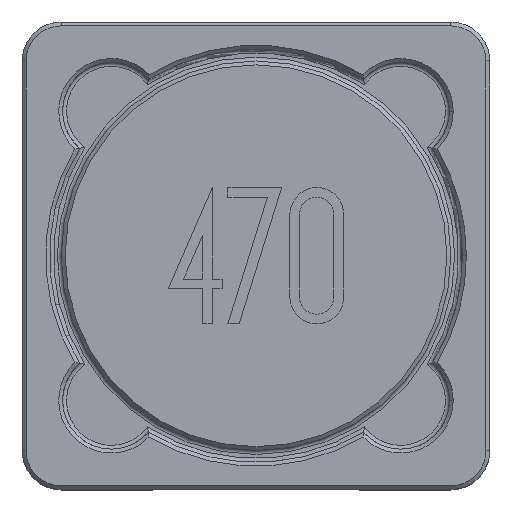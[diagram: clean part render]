
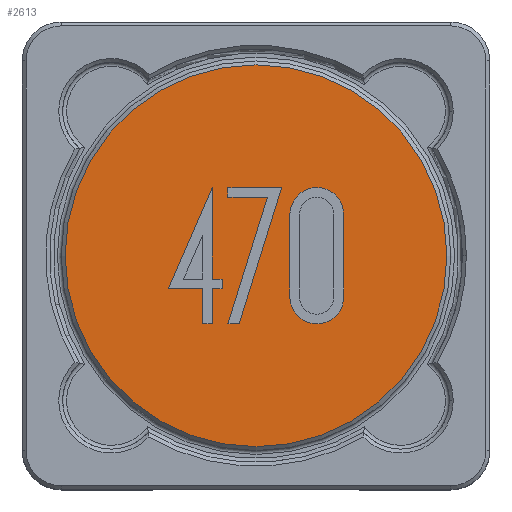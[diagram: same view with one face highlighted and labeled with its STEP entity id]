
A CAD part, top view. The second image highlights one B-rep face of the part: STEP entity #2613.
In plain terms, the highlighted planar face has unit normal (0, 0, 1).
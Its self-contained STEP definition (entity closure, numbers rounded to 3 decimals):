
#2593 = VERTEX_POINT('',#2594);
#2594 = CARTESIAN_POINT('',(4.9,0.,7.41));
#2602 = EDGE_CURVE('',#2593,#2593,#2603,.T.);
#2603 = CIRCLE('',#2604,4.9);
#2604 = AXIS2_PLACEMENT_3D('',#2605,#2606,#2607);
#2605 = CARTESIAN_POINT('',(0.,0.,7.41));
#2606 = DIRECTION('',(0.,0.,1.));
#2607 = DIRECTION('',(1.,0.,0.));
#2613 = ADVANCED_FACE('',(#2614,#2617,#2667,#2741),#2777,.T.);
#2614 = FACE_BOUND('',#2615,.T.);
#2615 = EDGE_LOOP('',(#2616));
#2616 = ORIENTED_EDGE('',*,*,#2602,.T.);
#2617 = FACE_BOUND('',#2618,.T.);
#2618 = EDGE_LOOP('',(#2619,#2629,#2637,#2645,#2653,#2661));
#2619 = ORIENTED_EDGE('',*,*,#2620,.F.);
#2620 = EDGE_CURVE('',#2621,#2623,#2625,.T.);
#2621 = VERTEX_POINT('',#2622);
#2622 = CARTESIAN_POINT('',(-0.72,1.75,7.41));
#2623 = VERTEX_POINT('',#2624);
#2624 = CARTESIAN_POINT('',(-0.72,1.5,7.41));
#2625 = LINE('',#2626,#2627);
#2626 = CARTESIAN_POINT('',(-0.72,1.75,7.41));
#2627 = VECTOR('',#2628,1.);
#2628 = DIRECTION('',(0.,-1.,0.));
#2629 = ORIENTED_EDGE('',*,*,#2630,.F.);
#2630 = EDGE_CURVE('',#2631,#2621,#2633,.T.);
#2631 = VERTEX_POINT('',#2632);
#2632 = CARTESIAN_POINT('',(0.66,1.75,7.41));
#2633 = LINE('',#2634,#2635);
#2634 = CARTESIAN_POINT('',(0.66,1.75,7.41));
#2635 = VECTOR('',#2636,1.);
#2636 = DIRECTION('',(-1.,0.,0.));
#2637 = ORIENTED_EDGE('',*,*,#2638,.F.);
#2638 = EDGE_CURVE('',#2639,#2631,#2641,.T.);
#2639 = VERTEX_POINT('',#2640);
#2640 = CARTESIAN_POINT('',(-0.43,-1.75,7.41));
#2641 = LINE('',#2642,#2643);
#2642 = CARTESIAN_POINT('',(-0.43,-1.75,7.41));
#2643 = VECTOR('',#2644,1.);
#2644 = DIRECTION('',(0.297,0.955,0.));
#2645 = ORIENTED_EDGE('',*,*,#2646,.F.);
#2646 = EDGE_CURVE('',#2647,#2639,#2649,.T.);
#2647 = VERTEX_POINT('',#2648);
#2648 = CARTESIAN_POINT('',(-0.72,-1.75,7.41));
#2649 = LINE('',#2650,#2651);
#2650 = CARTESIAN_POINT('',(-0.72,-1.75,7.41));
#2651 = VECTOR('',#2652,1.);
#2652 = DIRECTION('',(1.,0.,0.));
#2653 = ORIENTED_EDGE('',*,*,#2654,.F.);
#2654 = EDGE_CURVE('',#2655,#2647,#2657,.T.);
#2655 = VERTEX_POINT('',#2656);
#2656 = CARTESIAN_POINT('',(0.292,1.5,7.41));
#2657 = LINE('',#2658,#2659);
#2658 = CARTESIAN_POINT('',(0.292,1.5,7.41));
#2659 = VECTOR('',#2660,1.);
#2660 = DIRECTION('',(-0.297,-0.955,0.));
#2661 = ORIENTED_EDGE('',*,*,#2662,.F.);
#2662 = EDGE_CURVE('',#2623,#2655,#2663,.T.);
#2663 = LINE('',#2664,#2665);
#2664 = CARTESIAN_POINT('',(-0.72,1.5,7.41));
#2665 = VECTOR('',#2666,1.);
#2666 = DIRECTION('',(1.,0.,0.));
#2667 = FACE_BOUND('',#2668,.T.);
#2668 = EDGE_LOOP('',(#2669,#2679,#2687,#2695,#2703,#2711,#2719,#2727,
    #2735));
#2669 = ORIENTED_EDGE('',*,*,#2670,.F.);
#2670 = EDGE_CURVE('',#2671,#2673,#2675,.T.);
#2671 = VERTEX_POINT('',#2672);
#2672 = CARTESIAN_POINT('',(-1.12,1.75,7.41));
#2673 = VERTEX_POINT('',#2674);
#2674 = CARTESIAN_POINT('',(-2.25,-0.85,7.41));
#2675 = LINE('',#2676,#2677);
#2676 = CARTESIAN_POINT('',(-1.12,1.75,7.41));
#2677 = VECTOR('',#2678,1.);
#2678 = DIRECTION('',(-0.399,-0.917,0.));
#2679 = ORIENTED_EDGE('',*,*,#2680,.F.);
#2680 = EDGE_CURVE('',#2681,#2671,#2683,.T.);
#2681 = VERTEX_POINT('',#2682);
#2682 = CARTESIAN_POINT('',(-1.12,-0.6,7.41));
#2683 = LINE('',#2684,#2685);
#2684 = CARTESIAN_POINT('',(-1.12,-0.6,7.41));
#2685 = VECTOR('',#2686,1.);
#2686 = DIRECTION('',(0.,1.,0.));
#2687 = ORIENTED_EDGE('',*,*,#2688,.F.);
#2688 = EDGE_CURVE('',#2689,#2681,#2691,.T.);
#2689 = VERTEX_POINT('',#2690);
#2690 = CARTESIAN_POINT('',(-0.87,-0.6,7.41));
#2691 = LINE('',#2692,#2693);
#2692 = CARTESIAN_POINT('',(-0.87,-0.6,7.41));
#2693 = VECTOR('',#2694,1.);
#2694 = DIRECTION('',(-1.,0.,0.));
#2695 = ORIENTED_EDGE('',*,*,#2696,.F.);
#2696 = EDGE_CURVE('',#2697,#2689,#2699,.T.);
#2697 = VERTEX_POINT('',#2698);
#2698 = CARTESIAN_POINT('',(-0.87,-0.85,7.41));
#2699 = LINE('',#2700,#2701);
#2700 = CARTESIAN_POINT('',(-0.87,-0.85,7.41));
#2701 = VECTOR('',#2702,1.);
#2702 = DIRECTION('',(0.,1.,0.));
#2703 = ORIENTED_EDGE('',*,*,#2704,.F.);
#2704 = EDGE_CURVE('',#2705,#2697,#2707,.T.);
#2705 = VERTEX_POINT('',#2706);
#2706 = CARTESIAN_POINT('',(-1.12,-0.85,7.41));
#2707 = LINE('',#2708,#2709);
#2708 = CARTESIAN_POINT('',(-1.12,-0.85,7.41));
#2709 = VECTOR('',#2710,1.);
#2710 = DIRECTION('',(1.,0.,0.));
#2711 = ORIENTED_EDGE('',*,*,#2712,.F.);
#2712 = EDGE_CURVE('',#2713,#2705,#2715,.T.);
#2713 = VERTEX_POINT('',#2714);
#2714 = CARTESIAN_POINT('',(-1.12,-1.75,7.41));
#2715 = LINE('',#2716,#2717);
#2716 = CARTESIAN_POINT('',(-1.12,-1.75,7.41));
#2717 = VECTOR('',#2718,1.);
#2718 = DIRECTION('',(0.,1.,0.));
#2719 = ORIENTED_EDGE('',*,*,#2720,.F.);
#2720 = EDGE_CURVE('',#2721,#2713,#2723,.T.);
#2721 = VERTEX_POINT('',#2722);
#2722 = CARTESIAN_POINT('',(-1.37,-1.75,7.41));
#2723 = LINE('',#2724,#2725);
#2724 = CARTESIAN_POINT('',(-1.37,-1.75,7.41));
#2725 = VECTOR('',#2726,1.);
#2726 = DIRECTION('',(1.,0.,0.));
#2727 = ORIENTED_EDGE('',*,*,#2728,.F.);
#2728 = EDGE_CURVE('',#2729,#2721,#2731,.T.);
#2729 = VERTEX_POINT('',#2730);
#2730 = CARTESIAN_POINT('',(-1.37,-0.85,7.41));
#2731 = LINE('',#2732,#2733);
#2732 = CARTESIAN_POINT('',(-1.37,-0.85,7.41));
#2733 = VECTOR('',#2734,1.);
#2734 = DIRECTION('',(0.,-1.,0.));
#2735 = ORIENTED_EDGE('',*,*,#2736,.F.);
#2736 = EDGE_CURVE('',#2673,#2729,#2737,.T.);
#2737 = LINE('',#2738,#2739);
#2738 = CARTESIAN_POINT('',(-2.25,-0.85,7.41));
#2739 = VECTOR('',#2740,1.);
#2740 = DIRECTION('',(1.,0.,0.));
#2741 = FACE_BOUND('',#2742,.T.);
#2742 = EDGE_LOOP('',(#2743,#2754,#2762,#2771));
#2743 = ORIENTED_EDGE('',*,*,#2744,.F.);
#2744 = EDGE_CURVE('',#2745,#2747,#2749,.T.);
#2745 = VERTEX_POINT('',#2746);
#2746 = CARTESIAN_POINT('',(2.25,1.06,7.41));
#2747 = VERTEX_POINT('',#2748);
#2748 = CARTESIAN_POINT('',(0.87,1.06,7.41));
#2749 = CIRCLE('',#2750,0.69);
#2750 = AXIS2_PLACEMENT_3D('',#2751,#2752,#2753);
#2751 = CARTESIAN_POINT('',(1.56,1.06,7.41));
#2752 = DIRECTION('',(0.,0.,1.));
#2753 = DIRECTION('',(1.,0.,0.));
#2754 = ORIENTED_EDGE('',*,*,#2755,.T.);
#2755 = EDGE_CURVE('',#2745,#2756,#2758,.T.);
#2756 = VERTEX_POINT('',#2757);
#2757 = CARTESIAN_POINT('',(2.25,-1.06,7.41));
#2758 = LINE('',#2759,#2760);
#2759 = CARTESIAN_POINT('',(2.25,1.06,7.41));
#2760 = VECTOR('',#2761,1.);
#2761 = DIRECTION('',(0.,-1.,0.));
#2762 = ORIENTED_EDGE('',*,*,#2763,.F.);
#2763 = EDGE_CURVE('',#2764,#2756,#2766,.T.);
#2764 = VERTEX_POINT('',#2765);
#2765 = CARTESIAN_POINT('',(0.87,-1.06,7.41));
#2766 = CIRCLE('',#2767,0.69);
#2767 = AXIS2_PLACEMENT_3D('',#2768,#2769,#2770);
#2768 = CARTESIAN_POINT('',(1.56,-1.06,7.41));
#2769 = DIRECTION('',(0.,0.,1.));
#2770 = DIRECTION('',(1.,0.,0.));
#2771 = ORIENTED_EDGE('',*,*,#2772,.F.);
#2772 = EDGE_CURVE('',#2747,#2764,#2773,.T.);
#2773 = LINE('',#2774,#2775);
#2774 = CARTESIAN_POINT('',(0.87,1.06,7.41));
#2775 = VECTOR('',#2776,1.);
#2776 = DIRECTION('',(0.,-1.,0.));
#2777 = PLANE('',#2778);
#2778 = AXIS2_PLACEMENT_3D('',#2779,#2780,#2781);
#2779 = CARTESIAN_POINT('',(0.,0.,7.41)
  );
#2780 = DIRECTION('',(0.,0.,1.));
#2781 = DIRECTION('',(1.,0.,0.));
